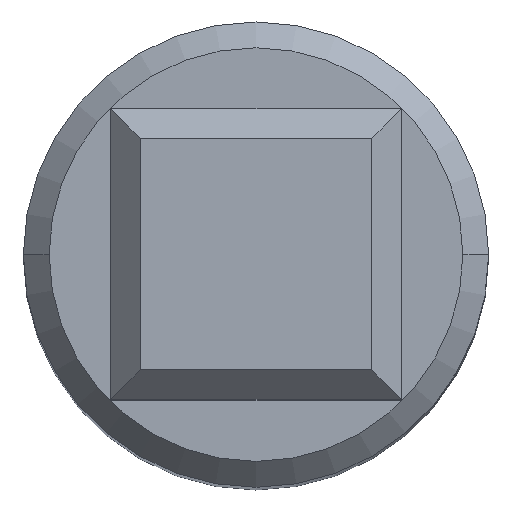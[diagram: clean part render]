
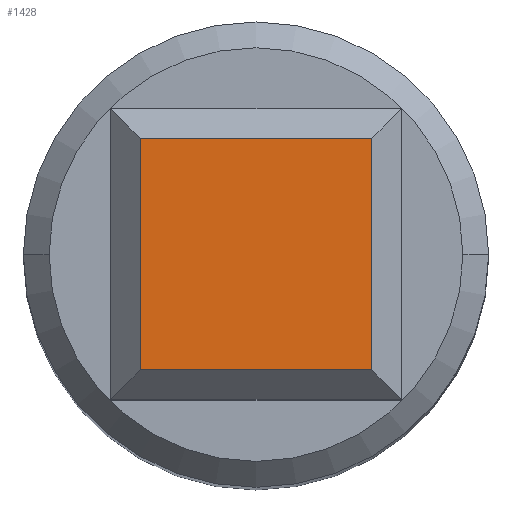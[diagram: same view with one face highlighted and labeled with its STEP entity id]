
A CAD part, top view. The second image highlights one B-rep face of the part: STEP entity #1428.
In plain terms, the highlighted planar face has unit normal (0, 0, 1).
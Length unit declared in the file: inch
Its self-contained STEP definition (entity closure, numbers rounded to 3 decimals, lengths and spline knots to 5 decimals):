
#63 = EDGE_CURVE ( 'NONE', #1367, #310, #1317, .T. ) ;
#173 = VERTEX_POINT ( 'NONE', #286 ) ;
#286 = CARTESIAN_POINT ( 'NONE',  ( 0.10467, -0.05765, 0.40075 ) ) ;
#305 = LINE ( 'NONE', #873, #1797 ) ;
#310 = VERTEX_POINT ( 'NONE', #331 ) ;
#316 = DIRECTION ( 'NONE',  ( 0., -1., 0. ) ) ;
#331 = CARTESIAN_POINT ( 'NONE',  ( 0.10467, -0.13608, 0.40075 ) ) ;
#402 = ORIENTED_EDGE ( 'NONE', *, *, #1328, .T. ) ;
#515 = LINE ( 'NONE', #1598, #719 ) ;
#542 = DIRECTION ( 'NONE',  ( 1., 0., 0. ) ) ;
#565 = CARTESIAN_POINT ( 'NONE',  ( 0.02624, -0.05765, 0.40075 ) ) ;
#644 = ORIENTED_EDGE ( 'NONE', *, *, #63, .T. ) ;
#719 = VECTOR ( 'NONE', #1756, 39.37008 ) ;
#802 = CARTESIAN_POINT ( 'NONE',  ( 0.02624, -0.13608, 0.40075 ) ) ;
#826 = CARTESIAN_POINT ( 'NONE',  ( 0.06545, -0.13608, 0.40075 ) ) ;
#854 = DIRECTION ( 'NONE',  ( 0., 1., 0. ) ) ;
#856 = VECTOR ( 'NONE', #316, 39.37008 ) ;
#873 = CARTESIAN_POINT ( 'NONE',  ( 0.10467, -0.09686, 0.40075 ) ) ;
#889 = PLANE ( 'NONE',  #1808 ) ;
#900 = CARTESIAN_POINT ( 'NONE',  ( 0.06545, -0.09686, 0.40075 ) ) ;
#927 = VECTOR ( 'NONE', #542, 39.37008 ) ;
#1000 = EDGE_CURVE ( 'NONE', #310, #173, #305, .T. ) ;
#1017 = ORIENTED_EDGE ( 'NONE', *, *, #1000, .T. ) ;
#1054 = DIRECTION ( 'NONE',  ( -1., 0., 0. ) ) ;
#1088 = LINE ( 'NONE', #1740, #856 ) ;
#1192 = FACE_OUTER_BOUND ( 'NONE', #1354, .T. ) ;
#1317 = LINE ( 'NONE', #826, #927 ) ;
#1328 = EDGE_CURVE ( 'NONE', #173, #1567, #515, .T. ) ;
#1354 = EDGE_LOOP ( 'NONE', ( #1406, #644, #1017, #402 ) ) ;
#1367 = VERTEX_POINT ( 'NONE', #802 ) ;
#1380 = EDGE_CURVE ( 'NONE', #1567, #1367, #1088, .T. ) ;
#1406 = ORIENTED_EDGE ( 'NONE', *, *, #1380, .T. ) ;
#1428 = ADVANCED_FACE ( 'NONE', ( #1192 ), #889, .F. ) ;
#1567 = VERTEX_POINT ( 'NONE', #565 ) ;
#1598 = CARTESIAN_POINT ( 'NONE',  ( 0.06545, -0.05765, 0.40075 ) ) ;
#1613 = DIRECTION ( 'NONE',  ( 0., 0., -1. ) ) ;
#1740 = CARTESIAN_POINT ( 'NONE',  ( 0.02624, -0.09686, 0.40075 ) ) ;
#1756 = DIRECTION ( 'NONE',  ( -1., 0., 0. ) ) ;
#1797 = VECTOR ( 'NONE', #854, 39.37008 ) ;
#1808 = AXIS2_PLACEMENT_3D ( 'NONE', #900, #1613, #1054 ) ;
